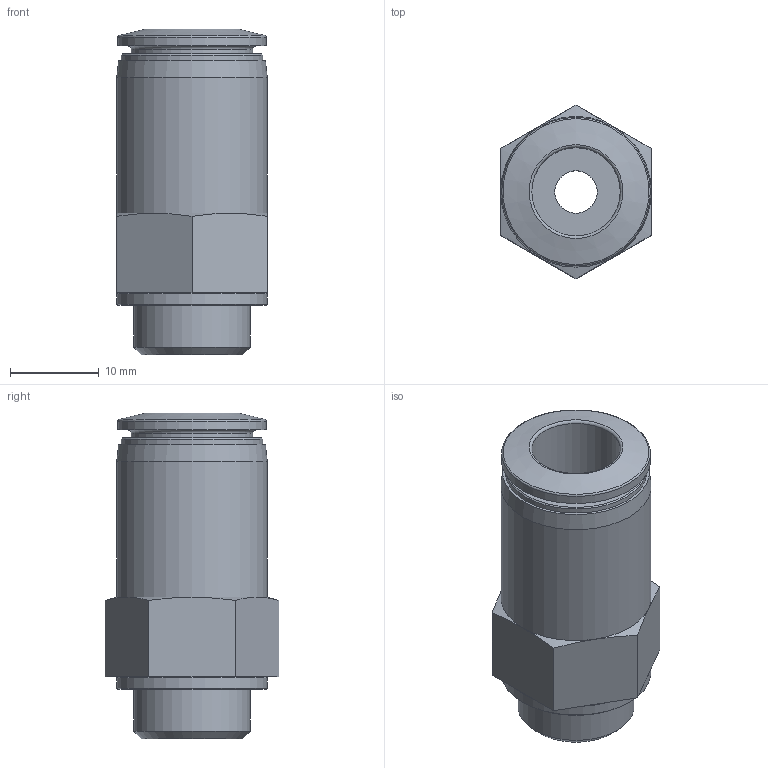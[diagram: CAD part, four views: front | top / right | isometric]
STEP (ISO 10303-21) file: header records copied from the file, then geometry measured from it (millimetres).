
FILE_DESCRIPTION(/* description */ ('STEP AP214'),/* implementation_level */ '2;1');
FILE_NAME(/* name */ '186300_QSK-G1_4-10',/* time_stamp */ '2024-09-12T08:48:48+02:00',/* author */ ('License CC BY-ND 4.0'),/* organization */ ('CADENAS'),/* preprocessor_version */ 'ST-DEVELOPER v19.3',/* originating_system */ 'PARTsolutions',/* authorisation */ ' ');
FILE_SCHEMA (('AUTOMOTIVE_DESIGN {1 0 10303 214 3 1 1}'));
Length unit declared in the file: millimetre
Products named in the file (1): 186300 QSK-G1/4-10
Bounding box: 17 x 19.63 x 36.8 mm (x, y, z)
Volume: 5523.2 mm3; surface area: 3473.1 mm2
Topology: 1 solids, 1 shells, 39 faces, 78 edges, 47 vertices
Faces by surface type: plane 14, cone 13, cylinder 9, torus 3
Full cylindrical faces by diameter (mm): 4.8 x1, 7.157 x1, 10 x1, 13.157 x1, 13.7 x1, 16 x1, 16.8 x1, 17 x2
Entity records: 1195 total; most frequent: CARTESIAN_POINT 176, DIRECTION 156, ORIENTED_EDGE 112, AXIS2_PLACEMENT_3D 72, EDGE_LOOP 66, FACE_BOUND 66, EDGE_CURVE 56, VERTEX_POINT 44
